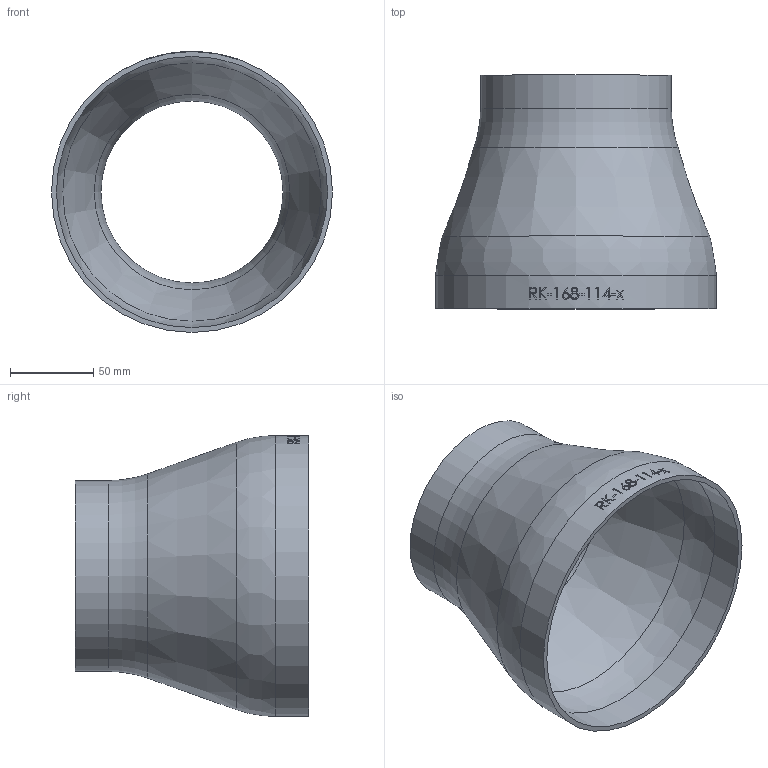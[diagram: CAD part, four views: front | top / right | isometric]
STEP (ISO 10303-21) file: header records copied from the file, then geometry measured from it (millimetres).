
FILE_DESCRIPTION (( 'STEP AP214' ), '1' );
FILE_NAME ('RK-168-114-x Reduzierung 168,3x114,3x2,9x2,6 BL140 1909.STEP', '2019-09-11T08:09:45', ( '' ), ( '' ), 'SwSTEP 2.0', 'SolidWorks 2016', '' );
FILE_SCHEMA (( 'AUTOMOTIVE_DESIGN' ));
Length unit declared in the file: millimetre
Products named in the file (1): RK-168-114-x Reduzierung 168,3x114,3x2,9x2,6 BL140 1909
Bounding box: 168.3 x 140 x 168.3 mm (x, y, z)
Volume: 173613.3 mm3; surface area: 127840.8 mm2
Topology: 1 solids, 1 shells, 140 faces, 355 edges, 234 vertices
Faces by surface type: plane 59, bspline 54, cylinder 21, torus 4, cone 2
Full cylindrical faces by diameter (mm): 109.1 x1, 114.3 x1, 162.5 x1, 168.3 x1
Entity records: 12281 total; most frequent: CARTESIAN_POINT 7981, ORIENTED_EDGE 690, DIRECTION 422, EDGE_CURVE 345, VERTEX_POINT 234, B_SPLINE_CURVE_WITH_KNOTS 177, EDGE_LOOP 169, AXIS2_PLACEMENT_3D 167
